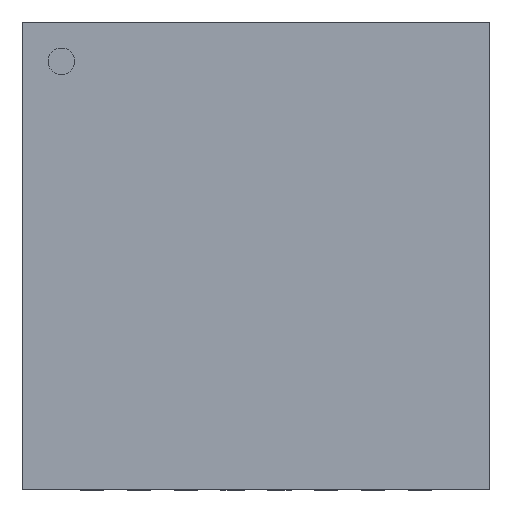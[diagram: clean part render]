
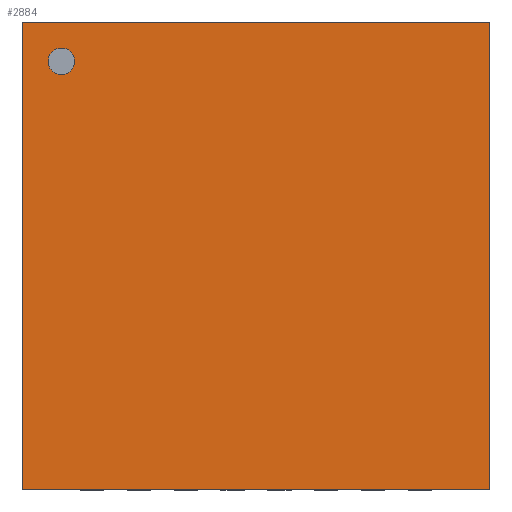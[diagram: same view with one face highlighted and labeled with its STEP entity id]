
A CAD part, top view. The second image highlights one B-rep face of the part: STEP entity #2884.
In plain terms, the highlighted planar face has unit normal (0, 0, 1).
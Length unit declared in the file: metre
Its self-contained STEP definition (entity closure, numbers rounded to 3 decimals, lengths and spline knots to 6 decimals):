
#1862 = EDGE_CURVE( '', #5009, #5010, #5011, .T. );
#2150 = EDGE_CURVE( '', #5503, #5009, #5504, .T. );
#2724 = EDGE_CURVE( '', #6368, #5503, #6369, .T. );
#2884 = ADVANCED_FACE( '', ( #6583, #6584 ), #6585, .T. );
#3886 = EDGE_CURVE( '', #7835, #7835, #7836, .T. );
#3976 = EDGE_CURVE( '', #5010, #6368, #7937, .T. );
#5009 = VERTEX_POINT( '', #9225 );
#5010 = VERTEX_POINT( '', #9226 );
#5011 = LINE( '', #9227, #9228 );
#5503 = VERTEX_POINT( '', #9927 );
#5504 = LINE( '', #9928, #9929 );
#6368 = VERTEX_POINT( '', #11147 );
#6369 = LINE( '', #11148, #11149 );
#6583 = FACE_OUTER_BOUND( '', #11467, .T. );
#6584 = FACE_BOUND( '', #11468, .T. );
#6585 = PLANE( '', #11469 );
#7835 = VERTEX_POINT( '', #13387 );
#7836 = CIRCLE( '', #13388, 0.000142 );
#7937 = LINE( '', #13556, #13557 );
#9225 = CARTESIAN_POINT( '', ( -0.0025, 0.0025, 0.001 ) );
#9226 = CARTESIAN_POINT( '', ( -0.0025, -0.0025, 0.001 ) );
#9227 = CARTESIAN_POINT( '', ( -0.0025, 0.0025, 0.001 ) );
#9228 = VECTOR( '', #14750, 1. );
#9927 = CARTESIAN_POINT( '', ( 0.0025, 0.0025, 0.001 ) );
#9928 = CARTESIAN_POINT( '', ( 0.0025, 0.0025, 0.001 ) );
#9929 = VECTOR( '', #15340, 1. );
#11147 = CARTESIAN_POINT( '', ( 0.0025, -0.0025, 0.001 ) );
#11148 = CARTESIAN_POINT( '', ( 0.0025, -0.0025, 0.001 ) );
#11149 = VECTOR( '', #16391, 1. );
#11467 = EDGE_LOOP( '', ( #16652, #16653, #16654, #16655 ) );
#11468 = EDGE_LOOP( '', ( #16656 ) );
#11469 = AXIS2_PLACEMENT_3D( '', #16657, #16658, #16659 );
#13387 = CARTESIAN_POINT( '', ( -0.002221, 0.002079, 0.001 ) );
#13388 = AXIS2_PLACEMENT_3D( '', #18345, #18346, #18347 );
#13556 = CARTESIAN_POINT( '', ( -0.0025, -0.0025, 0.001 ) );
#13557 = VECTOR( '', #18463, 1. );
#14750 = DIRECTION( '', ( 0., -1., 0. ) );
#15340 = DIRECTION( '', ( -1., 0., 0. ) );
#16391 = DIRECTION( '', ( 0., 1., 0. ) );
#16652 = ORIENTED_EDGE( '', *, *, #1862, .T. );
#16653 = ORIENTED_EDGE( '', *, *, #3976, .T. );
#16654 = ORIENTED_EDGE( '', *, *, #2724, .T. );
#16655 = ORIENTED_EDGE( '', *, *, #2150, .T. );
#16656 = ORIENTED_EDGE( '', *, *, #3886, .T. );
#16657 = CARTESIAN_POINT( '', ( 0., 0., 0.001 ) );
#16658 = DIRECTION( '', ( 0., 0., 1. ) );
#16659 = DIRECTION( '', ( 1., 0., 0. ) );
#18345 = CARTESIAN_POINT( '', ( -0.002079, 0.002079, 0.001 ) );
#18346 = DIRECTION( '', ( 0., 0., -1. ) );
#18347 = DIRECTION( '', ( -1., 0., 0. ) );
#18463 = DIRECTION( '', ( 1., 0., 0. ) );
